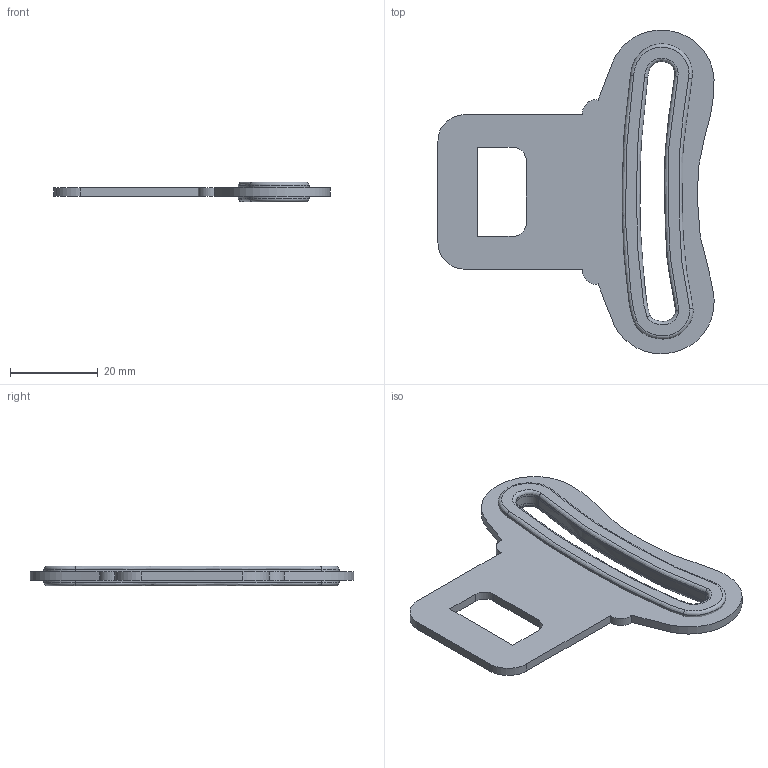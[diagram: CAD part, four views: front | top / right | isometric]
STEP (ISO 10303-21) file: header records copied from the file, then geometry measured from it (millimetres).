
FILE_DESCRIPTION (( 'STEP AP214' ), '1' );
FILE_NAME ('3415 Seat Buckle Paddle Strike Clip 73mm.STEP', '2025-10-09T00:03:18', ( '' ), ( '' ), 'SwSTEP 2.0', 'SolidWorks 2025', '' );
FILE_SCHEMA (( 'AUTOMOTIVE_DESIGN' ));
Length unit declared in the file: millimetre
Products named in the file (1): 3415 Seat Buckle Paddle Strike Clip 73mm
Bounding box: 63.11 x 73.92 x 4.5 mm (x, y, z)
Volume: 7232.4 mm3; surface area: 7847.4 mm2
Topology: 2 solids, 2 shells, 48 faces, 116 edges, 72 vertices
Faces by surface type: bspline 33, plane 11, cylinder 4
Entity records: 4329 total; most frequent: CARTESIAN_POINT 3361, ORIENTED_EDGE 232, DIRECTION 122, EDGE_CURVE 116, VERTEX_POINT 72, EDGE_LOOP 54, B_SPLINE_CURVE_WITH_KNOTS 50, FACE_OUTER_BOUND 48
